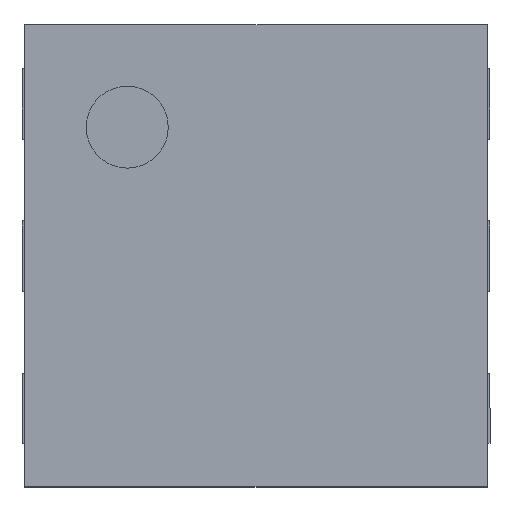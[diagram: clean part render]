
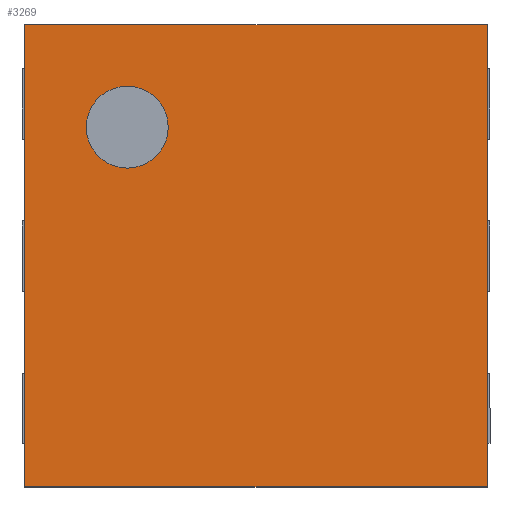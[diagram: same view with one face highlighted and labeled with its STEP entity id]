
A CAD part, top view. The second image highlights one B-rep face of the part: STEP entity #3269.
In plain terms, the highlighted planar face has unit normal (0, 0, 1).
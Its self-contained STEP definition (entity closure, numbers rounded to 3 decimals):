
#225 = PLANE('',#226);
#226 = AXIS2_PLACEMENT_3D('',#227,#228,#229);
#227 = CARTESIAN_POINT('',(-0.988,0.988,0.038));
#228 = DIRECTION('',(0.,1.,0.));
#229 = DIRECTION('',(0.,0.,1.));
#502 = PLANE('',#503);
#503 = AXIS2_PLACEMENT_3D('',#504,#505,#506);
#504 = CARTESIAN_POINT('',(-0.988,-0.988,0.038));
#505 = DIRECTION('',(1.,0.,0.));
#506 = DIRECTION('',(0.,0.,1.));
#530 = PLANE('',#531);
#531 = AXIS2_PLACEMENT_3D('',#532,#533,#534);
#532 = CARTESIAN_POINT('',(-0.988,-0.988,0.038));
#533 = DIRECTION('',(0.,1.,0.));
#534 = DIRECTION('',(0.,0.,1.));
#888 = PLANE('',#889);
#889 = AXIS2_PLACEMENT_3D('',#890,#891,#892);
#890 = CARTESIAN_POINT('',(0.988,-0.988,0.038));
#891 = DIRECTION('',(1.,0.,0.));
#892 = DIRECTION('',(0.,0.,1.));
#1284 = VERTEX_POINT('',#1285);
#1285 = CARTESIAN_POINT('',(-0.988,0.988,0.788));
#1306 = EDGE_CURVE('',#1284,#1307,#1309,.T.);
#1307 = VERTEX_POINT('',#1308);
#1308 = CARTESIAN_POINT('',(0.988,0.988,0.788));
#1309 = SURFACE_CURVE('',#1310,(#1314,#1321),.PCURVE_S1.);
#1310 = LINE('',#1311,#1312);
#1311 = CARTESIAN_POINT('',(-0.988,0.988,0.788));
#1312 = VECTOR('',#1313,1.);
#1313 = DIRECTION('',(1.,0.,0.));
#1314 = PCURVE('',#225,#1315);
#1315 = DEFINITIONAL_REPRESENTATION('',(#1316),#1320);
#1316 = LINE('',#1317,#1318);
#1317 = CARTESIAN_POINT('',(0.75,0.));
#1318 = VECTOR('',#1319,1.);
#1319 = DIRECTION('',(0.,1.));
#1320 = ( GEOMETRIC_REPRESENTATION_CONTEXT(2) 
PARAMETRIC_REPRESENTATION_CONTEXT() REPRESENTATION_CONTEXT('2D SPACE',''
  ) );
#1321 = PCURVE('',#1322,#1327);
#1322 = PLANE('',#1323);
#1323 = AXIS2_PLACEMENT_3D('',#1324,#1325,#1326);
#1324 = CARTESIAN_POINT('',(-0.988,-0.988,0.788));
#1325 = DIRECTION('',(0.,0.,1.));
#1326 = DIRECTION('',(1.,0.,0.));
#1327 = DEFINITIONAL_REPRESENTATION('',(#1328),#1332);
#1328 = LINE('',#1329,#1330);
#1329 = CARTESIAN_POINT('',(0.,1.975));
#1330 = VECTOR('',#1331,1.);
#1331 = DIRECTION('',(1.,0.));
#1332 = ( GEOMETRIC_REPRESENTATION_CONTEXT(2) 
PARAMETRIC_REPRESENTATION_CONTEXT() REPRESENTATION_CONTEXT('2D SPACE',''
  ) );
#1529 = VERTEX_POINT('',#1530);
#1530 = CARTESIAN_POINT('',(-0.988,-0.988,0.788));
#1553 = EDGE_CURVE('',#1529,#1284,#1554,.T.);
#1554 = SURFACE_CURVE('',#1555,(#1559,#1566),.PCURVE_S1.);
#1555 = LINE('',#1556,#1557);
#1556 = CARTESIAN_POINT('',(-0.988,-0.988,0.788));
#1557 = VECTOR('',#1558,1.);
#1558 = DIRECTION('',(0.,1.,0.));
#1559 = PCURVE('',#502,#1560);
#1560 = DEFINITIONAL_REPRESENTATION('',(#1561),#1565);
#1561 = LINE('',#1562,#1563);
#1562 = CARTESIAN_POINT('',(0.75,0.));
#1563 = VECTOR('',#1564,1.);
#1564 = DIRECTION('',(0.,-1.));
#1565 = ( GEOMETRIC_REPRESENTATION_CONTEXT(2) 
PARAMETRIC_REPRESENTATION_CONTEXT() REPRESENTATION_CONTEXT('2D SPACE',''
  ) );
#1566 = PCURVE('',#1322,#1567);
#1567 = DEFINITIONAL_REPRESENTATION('',(#1568),#1572);
#1568 = LINE('',#1569,#1570);
#1569 = CARTESIAN_POINT('',(0.,0.));
#1570 = VECTOR('',#1571,1.);
#1571 = DIRECTION('',(0.,1.));
#1572 = ( GEOMETRIC_REPRESENTATION_CONTEXT(2) 
PARAMETRIC_REPRESENTATION_CONTEXT() REPRESENTATION_CONTEXT('2D SPACE',''
  ) );
#1684 = EDGE_CURVE('',#1529,#1685,#1687,.T.);
#1685 = VERTEX_POINT('',#1686);
#1686 = CARTESIAN_POINT('',(0.988,-0.988,0.788));
#1687 = SURFACE_CURVE('',#1688,(#1692,#1699),.PCURVE_S1.);
#1688 = LINE('',#1689,#1690);
#1689 = CARTESIAN_POINT('',(-0.988,-0.988,0.788));
#1690 = VECTOR('',#1691,1.);
#1691 = DIRECTION('',(1.,0.,0.));
#1692 = PCURVE('',#530,#1693);
#1693 = DEFINITIONAL_REPRESENTATION('',(#1694),#1698);
#1694 = LINE('',#1695,#1696);
#1695 = CARTESIAN_POINT('',(0.75,0.));
#1696 = VECTOR('',#1697,1.);
#1697 = DIRECTION('',(0.,1.));
#1698 = ( GEOMETRIC_REPRESENTATION_CONTEXT(2) 
PARAMETRIC_REPRESENTATION_CONTEXT() REPRESENTATION_CONTEXT('2D SPACE',''
  ) );
#1699 = PCURVE('',#1322,#1700);
#1700 = DEFINITIONAL_REPRESENTATION('',(#1701),#1705);
#1701 = LINE('',#1702,#1703);
#1702 = CARTESIAN_POINT('',(0.,0.));
#1703 = VECTOR('',#1704,1.);
#1704 = DIRECTION('',(1.,0.));
#1705 = ( GEOMETRIC_REPRESENTATION_CONTEXT(2) 
PARAMETRIC_REPRESENTATION_CONTEXT() REPRESENTATION_CONTEXT('2D SPACE',''
  ) );
#2999 = EDGE_CURVE('',#1685,#1307,#3000,.T.);
#3000 = SURFACE_CURVE('',#3001,(#3005,#3012),.PCURVE_S1.);
#3001 = LINE('',#3002,#3003);
#3002 = CARTESIAN_POINT('',(0.988,-0.988,0.788));
#3003 = VECTOR('',#3004,1.);
#3004 = DIRECTION('',(0.,1.,0.));
#3005 = PCURVE('',#888,#3006);
#3006 = DEFINITIONAL_REPRESENTATION('',(#3007),#3011);
#3007 = LINE('',#3008,#3009);
#3008 = CARTESIAN_POINT('',(0.75,0.));
#3009 = VECTOR('',#3010,1.);
#3010 = DIRECTION('',(0.,-1.));
#3011 = ( GEOMETRIC_REPRESENTATION_CONTEXT(2) 
PARAMETRIC_REPRESENTATION_CONTEXT() REPRESENTATION_CONTEXT('2D SPACE',''
  ) );
#3012 = PCURVE('',#1322,#3013);
#3013 = DEFINITIONAL_REPRESENTATION('',(#3014),#3018);
#3014 = LINE('',#3015,#3016);
#3015 = CARTESIAN_POINT('',(1.975,0.));
#3016 = VECTOR('',#3017,1.);
#3017 = DIRECTION('',(0.,1.));
#3018 = ( GEOMETRIC_REPRESENTATION_CONTEXT(2) 
PARAMETRIC_REPRESENTATION_CONTEXT() REPRESENTATION_CONTEXT('2D SPACE',''
  ) );
#3269 = ADVANCED_FACE('',(#3270,#3276),#1322,.T.);
#3270 = FACE_BOUND('',#3271,.T.);
#3271 = EDGE_LOOP('',(#3272,#3273,#3274,#3275));
#3272 = ORIENTED_EDGE('',*,*,#1553,.F.);
#3273 = ORIENTED_EDGE('',*,*,#1684,.T.);
#3274 = ORIENTED_EDGE('',*,*,#2999,.T.);
#3275 = ORIENTED_EDGE('',*,*,#1306,.F.);
#3276 = FACE_BOUND('',#3277,.T.);
#3277 = EDGE_LOOP('',(#3278));
#3278 = ORIENTED_EDGE('',*,*,#3279,.T.);
#3279 = EDGE_CURVE('',#3280,#3280,#3282,.T.);
#3280 = VERTEX_POINT('',#3281);
#3281 = CARTESIAN_POINT('',(-0.375,-0.55,0.788));
#3282 = SURFACE_CURVE('',#3283,(#3288,#3299),.PCURVE_S1.);
#3283 = CIRCLE('',#3284,0.175);
#3284 = AXIS2_PLACEMENT_3D('',#3285,#3286,#3287);
#3285 = CARTESIAN_POINT('',(-0.55,-0.55,0.788));
#3286 = DIRECTION('',(0.,0.,-1.));
#3287 = DIRECTION('',(1.,0.,0.));
#3288 = PCURVE('',#1322,#3289);
#3289 = DEFINITIONAL_REPRESENTATION('',(#3290),#3298);
#3290 = ( BOUNDED_CURVE() B_SPLINE_CURVE(2,(#3291,#3292,#3293,#3294,
#3295,#3296,#3297),.UNSPECIFIED.,.T.,.F.) B_SPLINE_CURVE_WITH_KNOTS((1,2
    ,2,2,2,1),(-2.094,0.,2.094,4.189,
6.283,8.378),.UNSPECIFIED.) CURVE() 
GEOMETRIC_REPRESENTATION_ITEM() RATIONAL_B_SPLINE_CURVE((1.,0.5,1.,0.5,
1.,0.5,1.)) REPRESENTATION_ITEM('') );
#3291 = CARTESIAN_POINT('',(0.613,0.438));
#3292 = CARTESIAN_POINT('',(0.613,0.134));
#3293 = CARTESIAN_POINT('',(0.35,0.286));
#3294 = CARTESIAN_POINT('',(0.088,0.438));
#3295 = CARTESIAN_POINT('',(0.35,0.589));
#3296 = CARTESIAN_POINT('',(0.613,0.741));
#3297 = CARTESIAN_POINT('',(0.613,0.438));
#3298 = ( GEOMETRIC_REPRESENTATION_CONTEXT(2) 
PARAMETRIC_REPRESENTATION_CONTEXT() REPRESENTATION_CONTEXT('2D SPACE',''
  ) );
#3299 = PCURVE('',#3300,#3305);
#3300 = CYLINDRICAL_SURFACE('',#3301,0.175);
#3301 = AXIS2_PLACEMENT_3D('',#3302,#3303,#3304);
#3302 = CARTESIAN_POINT('',(-0.55,-0.55,0.795));
#3303 = DIRECTION('',(-0.,-0.,-1.));
#3304 = DIRECTION('',(1.,0.,0.));
#3305 = DEFINITIONAL_REPRESENTATION('',(#3306),#3310);
#3306 = LINE('',#3307,#3308);
#3307 = CARTESIAN_POINT('',(-6.283,0.008));
#3308 = VECTOR('',#3309,1.);
#3309 = DIRECTION('',(1.,-0.));
#3310 = ( GEOMETRIC_REPRESENTATION_CONTEXT(2) 
PARAMETRIC_REPRESENTATION_CONTEXT() REPRESENTATION_CONTEXT('2D SPACE',''
  ) );
